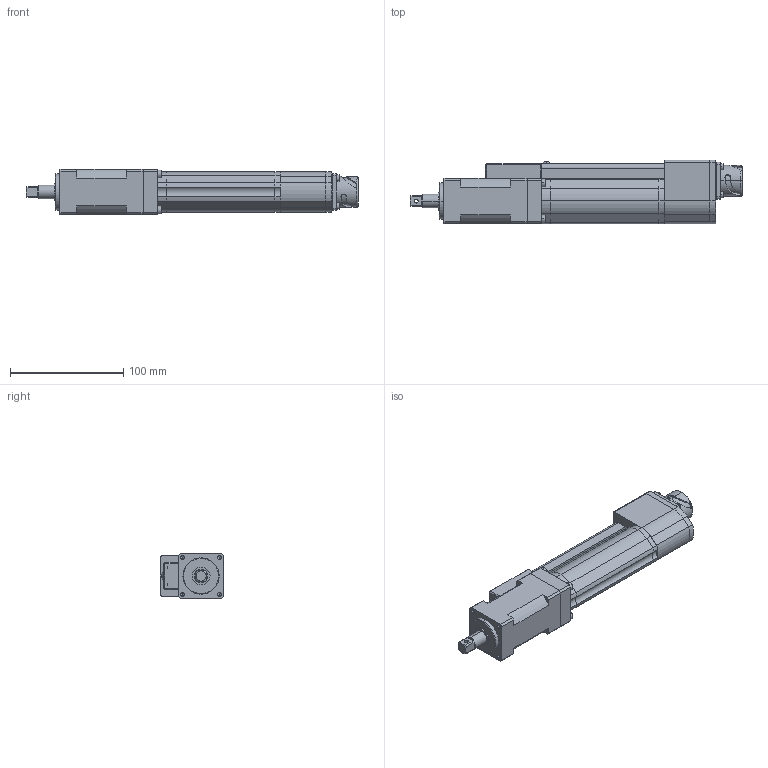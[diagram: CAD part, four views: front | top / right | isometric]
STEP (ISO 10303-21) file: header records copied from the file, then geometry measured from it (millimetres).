
FILE_DESCRIPTION (( 'STEP AP214' ), '1' );
FILE_NAME ('CFT-051RS1-S.STEP', '2019-01-28T20:17:01', ( '' ), ( '' ), 'SwSTEP 2.0', 'SolidWorks 2017', '' );
FILE_SCHEMA (( 'AUTOMOTIVE_DESIGN' ));
Length unit declared in the file: millimetre
Products named in the file (1): CFT-051RS1-S
Bounding box: 293.4 x 56.06 x 40 mm (x, y, z)
Volume: 373420.8 mm3; surface area: 78562.3 mm2
Topology: 20 solids, 20 shells, 411 faces, 1001 edges, 647 vertices
Faces by surface type: plane 243, cylinder 116, cone 38, bspline 9, torus 5
Entity records: 16651 total; most frequent: CARTESIAN_POINT 5346, DIRECTION 2017, ORIENTED_EDGE 1986, EDGE_CURVE 993, AXIS2_PLACEMENT_3D 684, VECTOR 649, LINE 649, VERTEX_POINT 647
